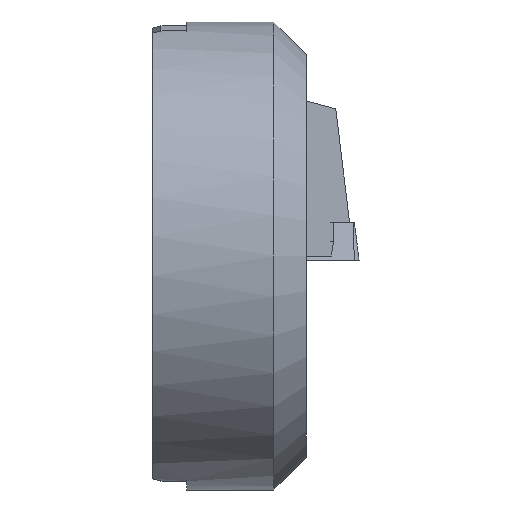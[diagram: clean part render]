
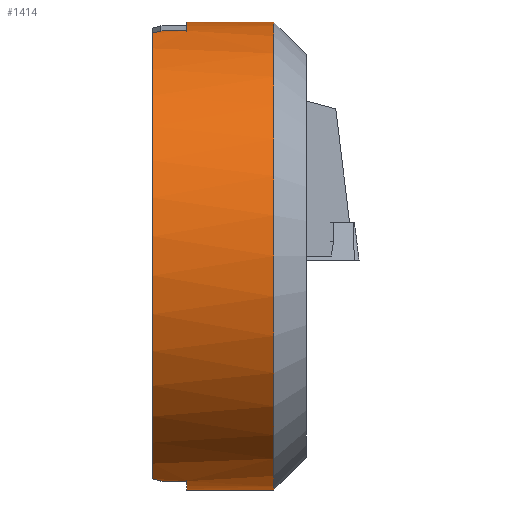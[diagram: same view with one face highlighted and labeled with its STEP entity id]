
A CAD part, left-side view. The second image highlights one B-rep face of the part: STEP entity #1414.
In plain terms, the highlighted cylindrical face has radius 14.5 mm (diameter 29 mm), a partial arc.
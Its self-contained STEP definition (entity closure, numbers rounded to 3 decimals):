
#566=EDGE_CURVE('',#816,#956,#1583,.T.);
#654=EDGE_CURVE('NONE',#932,#1296,#1677,.T.);
#786=EDGE_CURVE('NONE',#854,#816,#1823,.T.);
#816=VERTEX_POINT('',#1854);
#822=VERTEX_POINT('NONE',#1860);
#854=VERTEX_POINT('NONE',#1894);
#906=VERTEX_POINT('NONE',#1954);
#930=EDGE_CURVE('NONE',#1280,#822,#1979,.T.);
#932=VERTEX_POINT('NONE',#1981);
#936=EDGE_CURVE('NONE',#1296,#1280,#1985,.T.);
#948=VERTEX_POINT('NONE',#1998);
#956=VERTEX_POINT('',#2006);
#1074=EDGE_CURVE('NONE',#906,#854,#2143,.T.);
#1122=VERTEX_POINT('NONE',#2194);
#1280=VERTEX_POINT('NONE',#2370);
#1288=EDGE_CURVE('NONE',#956,#948,#2378,.T.);
#1296=VERTEX_POINT('NONE',#2387);
#1376=EDGE_CURVE('NONE',#948,#1122,#2476,.T.);
#1414=ADVANCED_FACE('NONE',(#2515),#2516,.T.);
#1494=EDGE_CURVE('NONE',#1122,#932,#2603,.T.);
#1520=EDGE_CURVE('NONE',#822,#906,#2632,.T.);
#1583=LINE('',#2715,#2716);
#1677=LINE('',#2878,#2879);
#1823=CIRCLE('',#3069,14.5);
#1854=CARTESIAN_POINT('',(0.,-2.1,-14.5));
#1860=CARTESIAN_POINT('',(-4.45,0.,-13.8));
#1894=CARTESIAN_POINT('',(-3.95,-2.1,-13.952));
#1954=CARTESIAN_POINT('',(-3.95,-0.5,-13.952));
#1979=CIRCLE('',#3307,14.5);
#1981=CARTESIAN_POINT('',(-3.95,-2.1,13.952));
#1985=(B_SPLINE_CURVE(3,(#3315,#3316,#3317,#3318),.UNSPECIFIED.,.F.,.F.)B_SPLINE_CURVE_WITH_KNOTS((4,4),(4.988,5.024),.UNSPECIFIED.)RATIONAL_B_SPLINE_CURVE((1.0,1.,1.,1.0))BOUNDED_CURVE()REPRESENTATION_ITEM('')GEOMETRIC_REPRESENTATION_ITEM()CURVE());
#1998=CARTESIAN_POINT('',(0.0,-7.5,14.5));
#2006=CARTESIAN_POINT('',(0.,-7.5,-14.5));
#2143=LINE('',#3542,#3543);
#2194=CARTESIAN_POINT('',(0.0,-2.1,14.5));
#2370=CARTESIAN_POINT('',(-4.45,0.,13.8));
#2378=CIRCLE('',#3854,14.5);
#2387=CARTESIAN_POINT('',(-3.95,-0.5,13.952));
#2476=LINE('',#3986,#3987);
#2515=FACE_OUTER_BOUND('',#4041,.T.);
#2516=CYLINDRICAL_SURFACE('',#4042,14.5);
#2603=CIRCLE('',#4158,14.5);
#2632=(B_SPLINE_CURVE(3,(#4197,#4198,#4199,#4200),.UNSPECIFIED.,.F.,.F.)B_SPLINE_CURVE_WITH_KNOTS((4,4),(1.259,1.295),.UNSPECIFIED.)RATIONAL_B_SPLINE_CURVE((1.0,1.,1.,1.0))BOUNDED_CURVE()REPRESENTATION_ITEM('')GEOMETRIC_REPRESENTATION_ITEM()CURVE());
#2715=CARTESIAN_POINT('',(0.,-3.75,-14.5));
#2716=VECTOR('',#4284,1.0);
#2878=CARTESIAN_POINT('',(-3.95,-9.5,13.952));
#2879=VECTOR('',#4380,1000.0);
#3069=AXIS2_PLACEMENT_3D('',#4553,#4554,#4555);
#3307=AXIS2_PLACEMENT_3D('',#4707,#4708,#4709);
#3315=CARTESIAN_POINT('',(-3.95,-0.5,13.952));
#3316=CARTESIAN_POINT('',(-4.118,-0.332,13.904));
#3317=CARTESIAN_POINT('',(-4.284,-0.166,13.854));
#3318=CARTESIAN_POINT('',(-4.45,0.,13.8));
#3542=CARTESIAN_POINT('',(-3.95,-9.5,-13.952));
#3543=VECTOR('',#4948,1000.0);
#3854=AXIS2_PLACEMENT_3D('',#5203,#5204,#5205);
#3986=CARTESIAN_POINT('',(0.0,-9.5,14.5));
#3987=VECTOR('',#5322,1000.0);
#4041=EDGE_LOOP('',(#5355,#5356,#5357,#5358,#5359,#5360,#5361,#5362,#5363,#5364));
#4042=AXIS2_PLACEMENT_3D('',#5365,#5366,#5367);
#4158=AXIS2_PLACEMENT_3D('',#5475,#5476,#5477);
#4197=CARTESIAN_POINT('',(-4.45,0.,-13.8));
#4198=CARTESIAN_POINT('',(-4.284,-0.166,-13.854));
#4199=CARTESIAN_POINT('',(-4.118,-0.332,-13.904));
#4200=CARTESIAN_POINT('',(-3.95,-0.5,-13.952));
#4284=DIRECTION('',(0.0,-1.0,0.0));
#4380=DIRECTION('',(-0.0,1.0,0.0));
#4553=CARTESIAN_POINT('',(0.0,-2.1,0.0));
#4554=DIRECTION('',(0.,-1.0,0.0));
#4555=DIRECTION('',(-1.0,0.,-0.0));
#4707=CARTESIAN_POINT('',(0.0,0.0,0.0));
#4708=DIRECTION('',(0.0,-1.0,0.0));
#4709=DIRECTION('',(0.0,0.0,-1.0));
#4948=DIRECTION('',(0.0,-1.0,0.0));
#5203=CARTESIAN_POINT('',(0.0,-7.5,0.0));
#5204=DIRECTION('',(0.0,1.0,0.0));
#5205=DIRECTION('',(0.0,0.0,-1.0));
#5322=DIRECTION('',(0.0,1.0,0.0));
#5355=ORIENTED_EDGE('',*,*,#566,.T.);
#5356=ORIENTED_EDGE('',*,*,#1288,.T.);
#5357=ORIENTED_EDGE('',*,*,#1376,.T.);
#5358=ORIENTED_EDGE('',*,*,#1494,.T.);
#5359=ORIENTED_EDGE('',*,*,#654,.T.);
#5360=ORIENTED_EDGE('',*,*,#936,.T.);
#5361=ORIENTED_EDGE('',*,*,#930,.T.);
#5362=ORIENTED_EDGE('',*,*,#1520,.T.);
#5363=ORIENTED_EDGE('',*,*,#1074,.T.);
#5364=ORIENTED_EDGE('',*,*,#786,.T.);
#5365=CARTESIAN_POINT('',(0.0,-9.5,0.0));
#5366=DIRECTION('',(-0.0,1.0,-0.0));
#5367=DIRECTION('',(0.0,0.0,1.0));
#5475=CARTESIAN_POINT('',(0.0,-2.1,0.0));
#5476=DIRECTION('',(0.,-1.0,0.0));
#5477=DIRECTION('',(-1.0,0.,-0.0));
